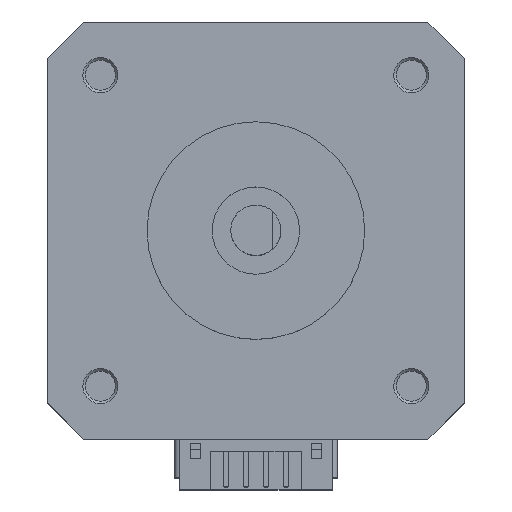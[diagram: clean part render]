
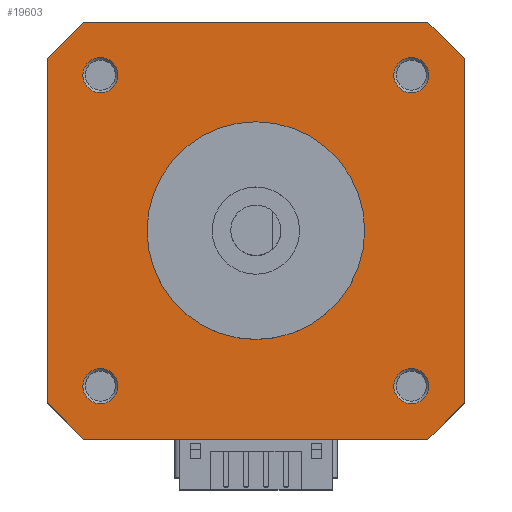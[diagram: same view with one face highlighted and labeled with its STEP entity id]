
A CAD part, top view. The second image highlights one B-rep face of the part: STEP entity #19603.
In plain terms, the highlighted planar face has unit normal (0, 0, 1).
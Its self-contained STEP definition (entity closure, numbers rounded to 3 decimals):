
#1186=FACE_BOUND('',#7188,.T.);
#1187=FACE_BOUND('',#7189,.T.);
#1188=FACE_BOUND('',#7190,.T.);
#1189=FACE_BOUND('',#7191,.T.);
#1190=FACE_BOUND('',#7192,.T.);
#2117=LINE('',#25467,#4044);
#2118=LINE('',#25469,#4045);
#2119=LINE('',#25471,#4046);
#2120=LINE('',#25473,#4047);
#2121=LINE('',#25475,#4048);
#2122=LINE('',#25477,#4049);
#2123=LINE('',#25479,#4050);
#2124=LINE('',#25480,#4051);
#4044=VECTOR('',#21696,10.);
#4045=VECTOR('',#21697,10.);
#4046=VECTOR('',#21698,10.);
#4047=VECTOR('',#21699,10.);
#4048=VECTOR('',#21700,10.);
#4049=VECTOR('',#21701,10.);
#4050=VECTOR('',#21702,10.);
#4051=VECTOR('',#21703,10.);
#6071=FACE_OUTER_BOUND('',#7187,.T.);
#7187=EDGE_LOOP('',(#13285,#13286,#13287,#13288,#13289,#13290,#13291,#13292));
#7188=EDGE_LOOP('',(#13293));
#7189=EDGE_LOOP('',(#13294));
#7190=EDGE_LOOP('',(#13295));
#7191=EDGE_LOOP('',(#13296));
#7192=EDGE_LOOP('',(#13297));
#8404=CIRCLE('',#20757,10.85);
#8405=CIRCLE('',#20760,1.75);
#8406=CIRCLE('',#20761,1.75);
#8407=CIRCLE('',#20762,1.75);
#8408=CIRCLE('',#20763,1.75);
#8562=VERTEX_POINT('',#25460);
#8563=VERTEX_POINT('',#25465);
#8564=VERTEX_POINT('',#25466);
#8565=VERTEX_POINT('',#25468);
#8566=VERTEX_POINT('',#25470);
#8567=VERTEX_POINT('',#25472);
#8568=VERTEX_POINT('',#25474);
#8569=VERTEX_POINT('',#25476);
#8570=VERTEX_POINT('',#25478);
#8571=VERTEX_POINT('',#25481);
#8572=VERTEX_POINT('',#25483);
#8573=VERTEX_POINT('',#25485);
#8574=VERTEX_POINT('',#25487);
#10430=EDGE_CURVE('',#8562,#8562,#8404,.T.);
#10431=EDGE_CURVE('',#8563,#8564,#2117,.T.);
#10432=EDGE_CURVE('',#8564,#8565,#2118,.T.);
#10433=EDGE_CURVE('',#8565,#8566,#2119,.T.);
#10434=EDGE_CURVE('',#8566,#8567,#2120,.T.);
#10435=EDGE_CURVE('',#8567,#8568,#2121,.T.);
#10436=EDGE_CURVE('',#8568,#8569,#2122,.T.);
#10437=EDGE_CURVE('',#8569,#8570,#2123,.T.);
#10438=EDGE_CURVE('',#8570,#8563,#2124,.T.);
#10439=EDGE_CURVE('',#8571,#8571,#8405,.T.);
#10440=EDGE_CURVE('',#8572,#8572,#8406,.T.);
#10441=EDGE_CURVE('',#8573,#8573,#8407,.T.);
#10442=EDGE_CURVE('',#8574,#8574,#8408,.T.);
#13285=ORIENTED_EDGE('',*,*,#10431,.T.);
#13286=ORIENTED_EDGE('',*,*,#10432,.T.);
#13287=ORIENTED_EDGE('',*,*,#10433,.T.);
#13288=ORIENTED_EDGE('',*,*,#10434,.T.);
#13289=ORIENTED_EDGE('',*,*,#10435,.T.);
#13290=ORIENTED_EDGE('',*,*,#10436,.T.);
#13291=ORIENTED_EDGE('',*,*,#10437,.T.);
#13292=ORIENTED_EDGE('',*,*,#10438,.T.);
#13293=ORIENTED_EDGE('',*,*,#10439,.F.);
#13294=ORIENTED_EDGE('',*,*,#10440,.F.);
#13295=ORIENTED_EDGE('',*,*,#10441,.F.);
#13296=ORIENTED_EDGE('',*,*,#10442,.F.);
#13297=ORIENTED_EDGE('',*,*,#10430,.T.);
#18974=PLANE('',#20759);
#19603=ADVANCED_FACE('',(#6071,#1186,#1187,#1188,#1189,#1190),#18974,.T.);
#20757=AXIS2_PLACEMENT_3D('',#25462,#21690,#21691);
#20759=AXIS2_PLACEMENT_3D('',#25464,#21694,#21695);
#20760=AXIS2_PLACEMENT_3D('',#25482,#21704,#21705);
#20761=AXIS2_PLACEMENT_3D('',#25484,#21706,#21707);
#20762=AXIS2_PLACEMENT_3D('',#25486,#21708,#21709);
#20763=AXIS2_PLACEMENT_3D('',#25488,#21710,#21711);
#21690=DIRECTION('center_axis',(0.,0.,-1.));
#21691=DIRECTION('ref_axis',(-1.,0.,0.));
#21694=DIRECTION('center_axis',(0.,0.,1.));
#21695=DIRECTION('ref_axis',(1.,0.,0.));
#21696=DIRECTION('',(-0.707,-0.707,0.));
#21697=DIRECTION('',(0.,-1.,0.));
#21698=DIRECTION('',(0.707,-0.707,0.));
#21699=DIRECTION('',(1.,0.,0.));
#21700=DIRECTION('',(0.707,0.707,0.));
#21701=DIRECTION('',(0.,1.,0.));
#21702=DIRECTION('',(-0.707,0.707,0.));
#21703=DIRECTION('',(-1.,0.,0.));
#21704=DIRECTION('center_axis',(0.,0.,1.));
#21705=DIRECTION('ref_axis',(-1.,0.,0.));
#21706=DIRECTION('center_axis',(0.,0.,1.));
#21707=DIRECTION('ref_axis',(-1.,0.,0.));
#21708=DIRECTION('center_axis',(0.,0.,1.));
#21709=DIRECTION('ref_axis',(-1.,0.,0.));
#21710=DIRECTION('center_axis',(0.,0.,1.));
#21711=DIRECTION('ref_axis',(-1.,0.,0.));
#25460=CARTESIAN_POINT('',(10.85,0.,36.4));
#25462=CARTESIAN_POINT('Origin',(0.,0.,36.4));
#25464=CARTESIAN_POINT('Origin',(0.,0.,36.4));
#25465=CARTESIAN_POINT('',(-17.15,20.8,36.4));
#25466=CARTESIAN_POINT('',(-20.8,17.15,36.4));
#25467=CARTESIAN_POINT('',(-17.15,20.8,36.4));
#25468=CARTESIAN_POINT('',(-20.8,-17.15,36.4));
#25469=CARTESIAN_POINT('',(-20.8,17.15,36.4));
#25470=CARTESIAN_POINT('',(-17.15,-20.8,36.4));
#25471=CARTESIAN_POINT('',(-20.8,-17.15,36.4));
#25472=CARTESIAN_POINT('',(17.15,-20.8,36.4));
#25473=CARTESIAN_POINT('',(-17.15,-20.8,36.4));
#25474=CARTESIAN_POINT('',(20.8,-17.15,36.4));
#25475=CARTESIAN_POINT('',(17.15,-20.8,36.4));
#25476=CARTESIAN_POINT('',(20.8,17.15,36.4));
#25477=CARTESIAN_POINT('',(20.8,-17.15,36.4));
#25478=CARTESIAN_POINT('',(17.15,20.8,36.4));
#25479=CARTESIAN_POINT('',(20.8,17.15,36.4));
#25480=CARTESIAN_POINT('',(17.15,20.8,36.4));
#25481=CARTESIAN_POINT('',(-13.75,15.5,36.4));
#25482=CARTESIAN_POINT('Origin',(-15.5,15.5,36.4));
#25483=CARTESIAN_POINT('',(17.25,-15.5,36.4));
#25484=CARTESIAN_POINT('Origin',(15.5,-15.5,36.4));
#25485=CARTESIAN_POINT('',(-13.75,-15.5,36.4));
#25486=CARTESIAN_POINT('Origin',(-15.5,-15.5,36.4));
#25487=CARTESIAN_POINT('',(17.25,15.5,36.4));
#25488=CARTESIAN_POINT('Origin',(15.5,15.5,36.4));
